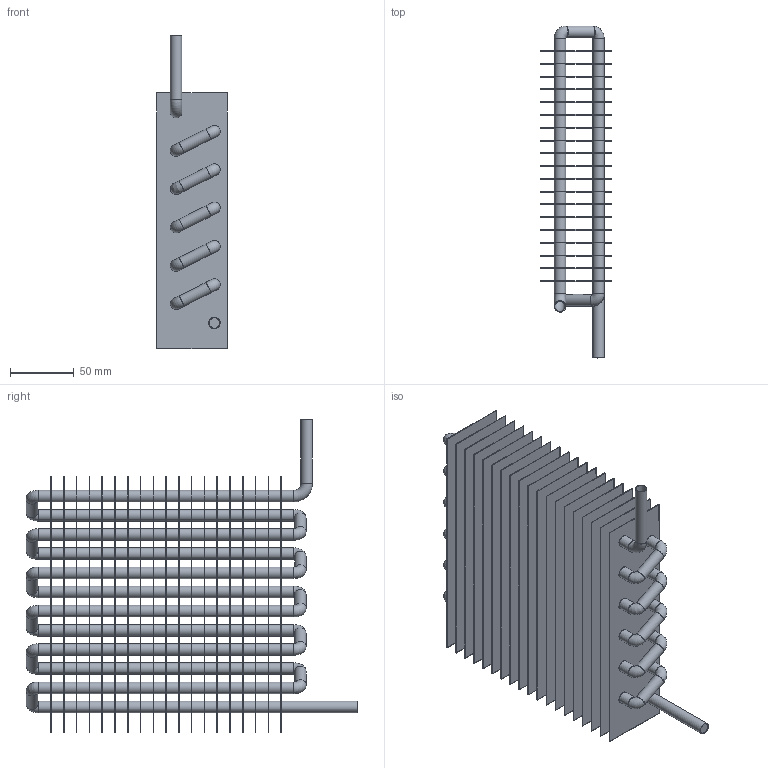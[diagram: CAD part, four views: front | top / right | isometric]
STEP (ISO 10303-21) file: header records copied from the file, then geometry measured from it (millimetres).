
FILE_DESCRIPTION(/* description */ (''),/* implementation_level */ '2;1');
FILE_NAME(/* name */ 'RE.stp',/* time_stamp */ '2020-08-09T21:49:42+05:00',/* author */ (''),/* organization */ (''),/* preprocessor_version */ 'ST-DEVELOPER v16.7',/* originating_system */ 'SIEMENS PLM Software NX 1867',/* authorisation */ '');
FILE_SCHEMA (('AUTOMOTIVE_DESIGN { 1 0 10303 214 3 1 1 1 }'));
Length unit declared in the file: millimetre
Products named in the file (1): RE
Bounding box: 55 x 259.5 x 245 mm (x, y, z)
Volume: 136626.4 mm3; surface area: 554588 mm2
Topology: 20 solids, 20 shells, 439 faces, 1375 edges, 977 vertices
Faces by surface type: cylinder 276, plane 117, torus 46
Full cylindrical faces by diameter (mm): 8 x24, 9 x252
Entity records: 12693 total; most frequent: DIRECTION 2212, CARTESIAN_POINT 1924, ORIENTED_EDGE 1560, EDGE_LOOP 1218, FACE_BOUND 1140, AXIS2_PLACEMENT_3D 992, EDGE_CURVE 780, VERTEX_POINT 704
